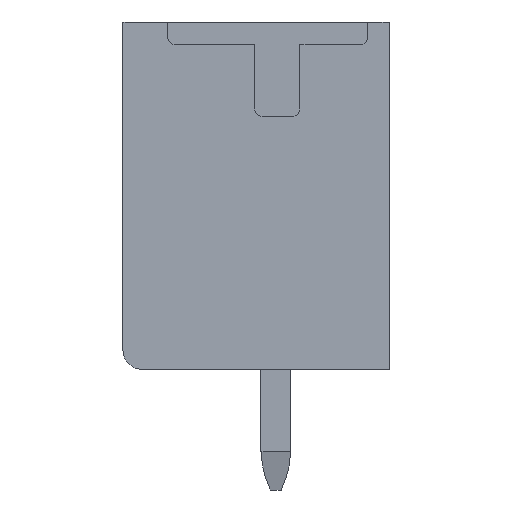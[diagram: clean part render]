
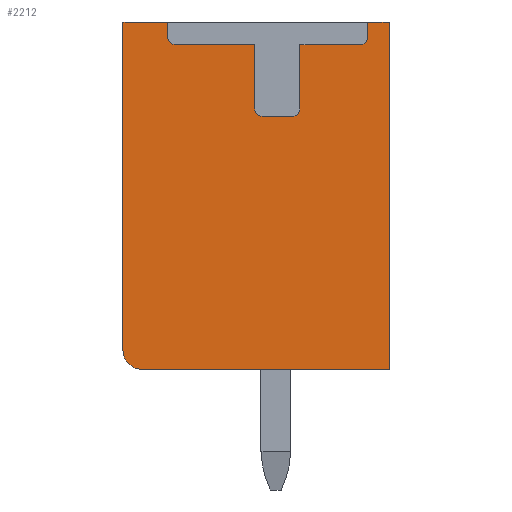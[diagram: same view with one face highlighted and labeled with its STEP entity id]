
A CAD part, left-side view. The second image highlights one B-rep face of the part: STEP entity #2212.
In plain terms, the highlighted planar face has unit normal (-1, 0, 0).
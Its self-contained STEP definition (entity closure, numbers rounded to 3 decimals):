
#2097=AXIS2_PLACEMENT_3D('Plane Axis2P3D',#2094,#2095,#2096) ;
#2108=AXIS2_PLACEMENT_3D('Circle Axis2P3D',#2106,#2107,$) ;
#2127=AXIS2_PLACEMENT_3D('Circle Axis2P3D',#2125,#2126,$) ;
#2148=AXIS2_PLACEMENT_3D('Circle Axis2P3D',#2146,#2147,$) ;
#2162=AXIS2_PLACEMENT_3D('Circle Axis2P3D',#2160,#2161,$) ;
#2183=AXIS2_PLACEMENT_3D('Circle Axis2P3D',#2181,#2182,$) ;
#824=CARTESIAN_POINT('Vertex',(0.3,0.56,12.4)) ;
#829=CARTESIAN_POINT('Line Origine',(0.3,0.28,12.4)) ;
#833=CARTESIAN_POINT('Vertex',(0.3,0.,12.4)) ;
#882=CARTESIAN_POINT('Vertex',(0.3,7.05,12.4)) ;
#885=CARTESIAN_POINT('Line Origine',(0.3,6.455,12.4)) ;
#889=CARTESIAN_POINT('Vertex',(0.3,5.86,12.4)) ;
#2071=CARTESIAN_POINT('Vertex',(0.3,0.56,12.)) ;
#2076=CARTESIAN_POINT('Line Origine',(0.3,0.56,12.2)) ;
#2094=CARTESIAN_POINT('Axis2P3D Location',(0.3,0.,0.)) ;
#2099=CARTESIAN_POINT('Line Origine',(0.3,7.05,8.05)) ;
#2103=CARTESIAN_POINT('Vertex',(0.3,7.05,3.7)) ;
#2106=CARTESIAN_POINT('Axis2P3D Location',(0.3,6.55,3.7)) ;
#2110=CARTESIAN_POINT('Vertex',(0.3,6.55,3.2)) ;
#2113=CARTESIAN_POINT('Line Origine',(0.3,3.275,3.2)) ;
#2117=CARTESIAN_POINT('Vertex',(0.3,0.,3.2)) ;
#2120=CARTESIAN_POINT('Line Origine',(0.3,0.,7.8)) ;
#2125=CARTESIAN_POINT('Axis2P3D Location',(0.3,0.76,12.)) ;
#2129=CARTESIAN_POINT('Vertex',(0.3,0.76,11.8)) ;
#2132=CARTESIAN_POINT('Line Origine',(0.3,1.56,11.8)) ;
#2136=CARTESIAN_POINT('Vertex',(0.3,2.36,11.8)) ;
#2139=CARTESIAN_POINT('Line Origine',(0.3,2.36,10.95)) ;
#2143=CARTESIAN_POINT('Vertex',(0.3,2.36,10.1)) ;
#2146=CARTESIAN_POINT('Axis2P3D Location',(0.3,2.56,10.1)) ;
#2150=CARTESIAN_POINT('Vertex',(0.3,2.56,9.9)) ;
#2153=CARTESIAN_POINT('Line Origine',(0.3,2.96,9.9)) ;
#2157=CARTESIAN_POINT('Vertex',(0.3,3.36,9.9)) ;
#2160=CARTESIAN_POINT('Axis2P3D Location',(0.3,3.36,10.1)) ;
#2164=CARTESIAN_POINT('Vertex',(0.3,3.56,10.1)) ;
#2167=CARTESIAN_POINT('Line Origine',(0.3,3.56,10.95)) ;
#2171=CARTESIAN_POINT('Vertex',(0.3,3.56,11.8)) ;
#2174=CARTESIAN_POINT('Line Origine',(0.3,4.61,11.8)) ;
#2178=CARTESIAN_POINT('Vertex',(0.3,5.66,11.8)) ;
#2181=CARTESIAN_POINT('Axis2P3D Location',(0.3,5.66,12.)) ;
#2185=CARTESIAN_POINT('Vertex',(0.3,5.86,12.)) ;
#2188=CARTESIAN_POINT('Line Origine',(0.3,5.86,12.2)) ;
#830=DIRECTION('Vector Direction',(0.,-1.,0.)) ;
#886=DIRECTION('Vector Direction',(0.,-1.,0.)) ;
#2077=DIRECTION('Vector Direction',(0.,0.,-1.)) ;
#2095=DIRECTION('Axis2P3D Direction',(-1.,0.,0.)) ;
#2096=DIRECTION('Axis2P3D XDirection',(0.,-1.,0.)) ;
#2100=DIRECTION('Vector Direction',(0.,0.,1.)) ;
#2107=DIRECTION('Axis2P3D Direction',(-1.,0.,0.)) ;
#2114=DIRECTION('Vector Direction',(0.,1.,0.)) ;
#2121=DIRECTION('Vector Direction',(0.,0.,-1.)) ;
#2126=DIRECTION('Axis2P3D Direction',(-1.,0.,0.)) ;
#2133=DIRECTION('Vector Direction',(0.,1.,0.)) ;
#2140=DIRECTION('Vector Direction',(0.,0.,-1.)) ;
#2147=DIRECTION('Axis2P3D Direction',(-1.,0.,0.)) ;
#2154=DIRECTION('Vector Direction',(0.,1.,0.)) ;
#2161=DIRECTION('Axis2P3D Direction',(-1.,0.,0.)) ;
#2168=DIRECTION('Vector Direction',(0.,0.,1.)) ;
#2175=DIRECTION('Vector Direction',(0.,1.,0.)) ;
#2182=DIRECTION('Axis2P3D Direction',(-1.,0.,0.)) ;
#2189=DIRECTION('Vector Direction',(0.,0.,1.)) ;
#831=VECTOR('Line Direction',#830,1.) ;
#887=VECTOR('Line Direction',#886,1.) ;
#2078=VECTOR('Line Direction',#2077,1.) ;
#2101=VECTOR('Line Direction',#2100,1.) ;
#2115=VECTOR('Line Direction',#2114,1.) ;
#2122=VECTOR('Line Direction',#2121,1.) ;
#2134=VECTOR('Line Direction',#2133,1.) ;
#2141=VECTOR('Line Direction',#2140,1.) ;
#2155=VECTOR('Line Direction',#2154,1.) ;
#2169=VECTOR('Line Direction',#2168,1.) ;
#2176=VECTOR('Line Direction',#2175,1.) ;
#2190=VECTOR('Line Direction',#2189,1.) ;
#2194=ORIENTED_EDGE('',*,*,#891,.T.) ;
#2195=ORIENTED_EDGE('',*,*,#2105,.T.) ;
#2196=ORIENTED_EDGE('',*,*,#2112,.T.) ;
#2197=ORIENTED_EDGE('',*,*,#2119,.T.) ;
#2198=ORIENTED_EDGE('',*,*,#2124,.T.) ;
#2199=ORIENTED_EDGE('',*,*,#835,.T.) ;
#2200=ORIENTED_EDGE('',*,*,#2080,.F.) ;
#2201=ORIENTED_EDGE('',*,*,#2131,.F.) ;
#2202=ORIENTED_EDGE('',*,*,#2138,.F.) ;
#2203=ORIENTED_EDGE('',*,*,#2145,.F.) ;
#2204=ORIENTED_EDGE('',*,*,#2152,.F.) ;
#2205=ORIENTED_EDGE('',*,*,#2159,.F.) ;
#2206=ORIENTED_EDGE('',*,*,#2166,.F.) ;
#2207=ORIENTED_EDGE('',*,*,#2173,.F.) ;
#2208=ORIENTED_EDGE('',*,*,#2180,.F.) ;
#2209=ORIENTED_EDGE('',*,*,#2187,.F.) ;
#2210=ORIENTED_EDGE('',*,*,#2192,.F.) ;
#2212=ADVANCED_FACE('HOUSING',(#2211),#2098,.T.) ;
#2109=CIRCLE('generated circle',#2108,0.5) ;
#2128=CIRCLE('generated circle',#2127,0.2) ;
#2149=CIRCLE('generated circle',#2148,0.2) ;
#2163=CIRCLE('generated circle',#2162,0.2) ;
#2184=CIRCLE('generated circle',#2183,0.2) ;
#835=EDGE_CURVE('',#834,#825,#832,.F.) ;
#891=EDGE_CURVE('',#890,#883,#888,.F.) ;
#2080=EDGE_CURVE('',#2072,#825,#2079,.F.) ;
#2105=EDGE_CURVE('',#883,#2104,#2102,.F.) ;
#2112=EDGE_CURVE('',#2104,#2111,#2109,.T.) ;
#2119=EDGE_CURVE('',#2111,#2118,#2116,.F.) ;
#2124=EDGE_CURVE('',#2118,#834,#2123,.F.) ;
#2131=EDGE_CURVE('',#2130,#2072,#2128,.T.) ;
#2138=EDGE_CURVE('',#2137,#2130,#2135,.F.) ;
#2145=EDGE_CURVE('',#2144,#2137,#2142,.F.) ;
#2152=EDGE_CURVE('',#2151,#2144,#2149,.T.) ;
#2159=EDGE_CURVE('',#2158,#2151,#2156,.F.) ;
#2166=EDGE_CURVE('',#2165,#2158,#2163,.T.) ;
#2173=EDGE_CURVE('',#2172,#2165,#2170,.F.) ;
#2180=EDGE_CURVE('',#2179,#2172,#2177,.F.) ;
#2187=EDGE_CURVE('',#2186,#2179,#2184,.T.) ;
#2192=EDGE_CURVE('',#890,#2186,#2191,.F.) ;
#2193=EDGE_LOOP('',(#2194,#2195,#2196,#2197,#2198,#2199,#2200,#2201,#2202,#2203,#2204,#2205,#2206,#2207,#2208,#2209,#2210)) ;
#2211=FACE_OUTER_BOUND('',#2193,.T.) ;
#832=LINE('Line',#829,#831) ;
#888=LINE('Line',#885,#887) ;
#2079=LINE('Line',#2076,#2078) ;
#2102=LINE('Line',#2099,#2101) ;
#2116=LINE('Line',#2113,#2115) ;
#2123=LINE('Line',#2120,#2122) ;
#2135=LINE('Line',#2132,#2134) ;
#2142=LINE('Line',#2139,#2141) ;
#2156=LINE('Line',#2153,#2155) ;
#2170=LINE('Line',#2167,#2169) ;
#2177=LINE('Line',#2174,#2176) ;
#2191=LINE('Line',#2188,#2190) ;
#2098=PLANE('',#2097) ;
#825=VERTEX_POINT('',#824) ;
#834=VERTEX_POINT('',#833) ;
#883=VERTEX_POINT('',#882) ;
#890=VERTEX_POINT('',#889) ;
#2072=VERTEX_POINT('',#2071) ;
#2104=VERTEX_POINT('',#2103) ;
#2111=VERTEX_POINT('',#2110) ;
#2118=VERTEX_POINT('',#2117) ;
#2130=VERTEX_POINT('',#2129) ;
#2137=VERTEX_POINT('',#2136) ;
#2144=VERTEX_POINT('',#2143) ;
#2151=VERTEX_POINT('',#2150) ;
#2158=VERTEX_POINT('',#2157) ;
#2165=VERTEX_POINT('',#2164) ;
#2172=VERTEX_POINT('',#2171) ;
#2179=VERTEX_POINT('',#2178) ;
#2186=VERTEX_POINT('',#2185) ;
